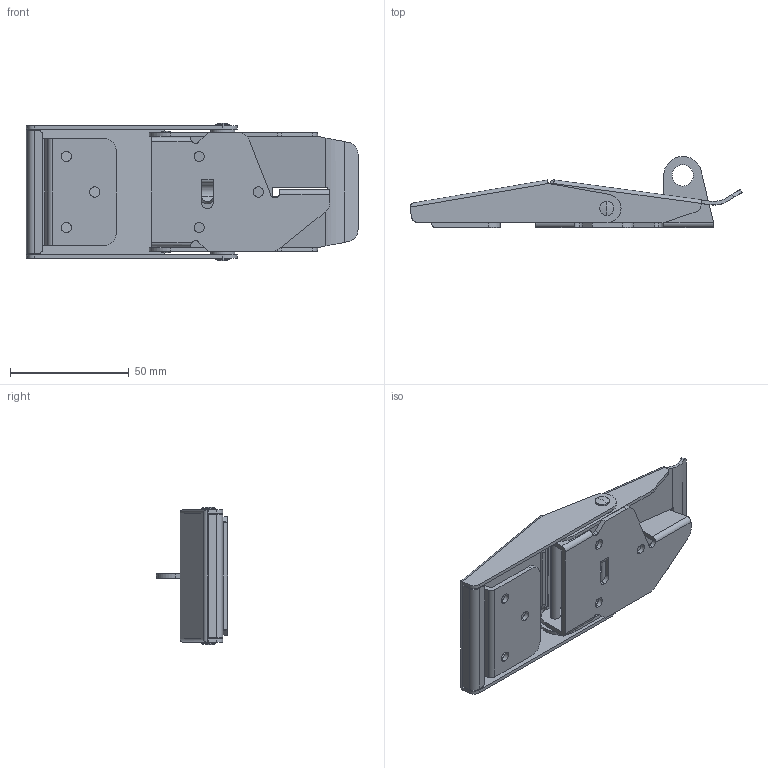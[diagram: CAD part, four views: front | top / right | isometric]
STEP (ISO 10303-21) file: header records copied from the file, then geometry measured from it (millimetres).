
FILE_DESCRIPTION (( 'STEP AP203' ), '1' );
FILE_NAME ('C-1143-1-1.STEP', '2020-09-23T07:30:57', ( '' ), ( '' ), 'SwSTEP 2.0', 'SolidWorks 2018', '' );
FILE_SCHEMA (( 'CONFIG_CONTROL_DESIGN' ));
Length unit declared in the file: millimetre
Products named in the file (8): C-1143-1-1_レバー_; C-1143-1-1_取付板_; C-1143-1-1_受金_; C-1143-1-1; C-1143-1-1_軸B_; C-1143-1-1_フック_; C-1143-1-1_軸A_; C-1143-1-1_ワッシャー_
Assembly tree (8 placements, depth 2):
  C-1143-1-1
    C-1143-1-1_取付板_
    C-1143-1-1_フック_
    C-1143-1-1_レバー_
    C-1143-1-1_軸A_
    C-1143-1-1_軸B_
    C-1143-1-1_ワッシャー_  x2
    C-1143-1-1_受金_
Bounding box: 140 x 30 x 57.92 mm (x, y, z)
Volume: 29322.7 mm3; surface area: 38091.1 mm2
Topology: 8 solids, 8 shells, 216 faces, 564 edges, 366 vertices
Faces by surface type: cylinder 110, plane 94, sphere 8, bspline 4
Entity records: 7727 total; most frequent: CARTESIAN_POINT 1462, DIRECTION 1177, ORIENTED_EDGE 1104, EDGE_CURVE 552, AXIS2_PLACEMENT_3D 439, VERTEX_POINT 358, VECTOR 299, LINE 299
